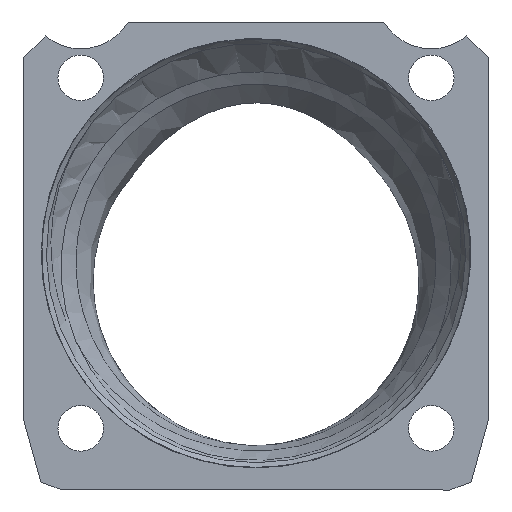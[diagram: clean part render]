
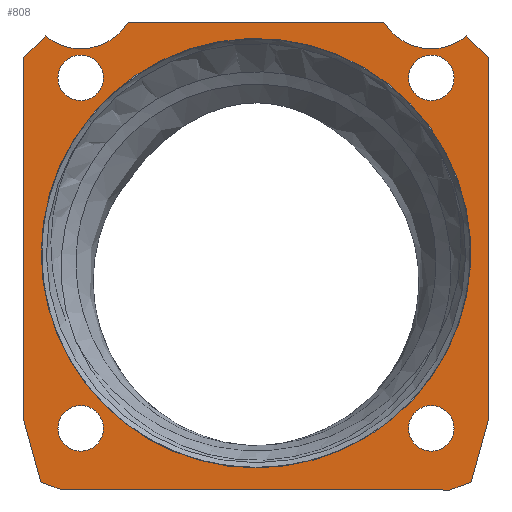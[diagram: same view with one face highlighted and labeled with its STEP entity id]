
A CAD part, front view. The second image highlights one B-rep face of the part: STEP entity #808.
In plain terms, the highlighted planar face has unit normal (0, -1, 0).
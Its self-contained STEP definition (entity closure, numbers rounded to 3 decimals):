
#29=FACE_BOUND('',#205,.T.);
#30=FACE_BOUND('',#206,.T.);
#31=FACE_BOUND('',#207,.T.);
#32=FACE_BOUND('',#208,.T.);
#33=FACE_BOUND('',#209,.T.);
#49=CIRCLE('',#842,3.156);
#50=CIRCLE('',#845,3.156);
#65=CIRCLE('',#869,12.25);
#66=CIRCLE('',#870,12.25);
#67=CIRCLE('',#871,12.25);
#68=CIRCLE('',#874,1.3);
#69=CIRCLE('',#876,1.3);
#70=CIRCLE('',#878,1.3);
#71=CIRCLE('',#880,1.3);
#152=FACE_OUTER_BOUND('',#204,.T.);
#204=EDGE_LOOP('',(#722,#723,#724,#725,#726,#727,#728,#729,#730,#731,#732,
#733));
#205=EDGE_LOOP('',(#734,#735,#736));
#206=EDGE_LOOP('',(#737));
#207=EDGE_LOOP('',(#738));
#208=EDGE_LOOP('',(#739));
#209=EDGE_LOOP('',(#740));
#239=LINE('',#1165,#295);
#242=LINE('',#1170,#298);
#245=LINE('',#1178,#301);
#248=LINE('',#1186,#304);
#255=LINE('',#1988,#311);
#257=LINE('',#1992,#313);
#259=LINE('',#1996,#315);
#261=LINE('',#2000,#317);
#263=LINE('',#2004,#319);
#265=LINE('',#2007,#321);
#295=VECTOR('',#953,10.);
#298=VECTOR('',#958,10.);
#301=VECTOR('',#967,10.);
#304=VECTOR('',#976,10.);
#311=VECTOR('',#1053,10.);
#313=VECTOR('',#1057,10.);
#315=VECTOR('',#1061,10.);
#317=VECTOR('',#1065,10.);
#319=VECTOR('',#1069,10.);
#321=VECTOR('',#1073,10.);
#346=VERTEX_POINT('',#1162);
#347=VERTEX_POINT('',#1164);
#348=VERTEX_POINT('',#1168);
#349=VERTEX_POINT('',#1172);
#350=VERTEX_POINT('',#1176);
#351=VERTEX_POINT('',#1180);
#352=VERTEX_POINT('',#1184);
#384=VERTEX_POINT('',#1893);
#385=VERTEX_POINT('',#1894);
#386=VERTEX_POINT('',#1896);
#387=VERTEX_POINT('',#1971);
#388=VERTEX_POINT('',#1975);
#389=VERTEX_POINT('',#1979);
#390=VERTEX_POINT('',#1983);
#391=VERTEX_POINT('',#1987);
#392=VERTEX_POINT('',#1991);
#393=VERTEX_POINT('',#1995);
#394=VERTEX_POINT('',#1999);
#395=VERTEX_POINT('',#2003);
#433=EDGE_CURVE('',#347,#346,#239,.T.);
#436=EDGE_CURVE('',#346,#348,#242,.T.);
#438=EDGE_CURVE('',#348,#349,#49,.T.);
#440=EDGE_CURVE('',#349,#350,#245,.T.);
#442=EDGE_CURVE('',#350,#351,#50,.T.);
#444=EDGE_CURVE('',#351,#352,#248,.T.);
#488=EDGE_CURVE('',#384,#385,#65,.T.);
#489=EDGE_CURVE('',#386,#384,#66,.T.);
#490=EDGE_CURVE('',#385,#386,#67,.T.);
#492=EDGE_CURVE('',#387,#387,#68,.F.);
#494=EDGE_CURVE('',#388,#388,#69,.F.);
#496=EDGE_CURVE('',#389,#389,#70,.F.);
#498=EDGE_CURVE('',#390,#390,#71,.F.);
#500=EDGE_CURVE('',#391,#347,#255,.T.);
#502=EDGE_CURVE('',#392,#391,#257,.T.);
#504=EDGE_CURVE('',#393,#392,#259,.T.);
#506=EDGE_CURVE('',#394,#393,#261,.T.);
#508=EDGE_CURVE('',#395,#394,#263,.T.);
#510=EDGE_CURVE('',#352,#395,#265,.T.);
#722=ORIENTED_EDGE('',*,*,#444,.T.);
#723=ORIENTED_EDGE('',*,*,#510,.T.);
#724=ORIENTED_EDGE('',*,*,#508,.T.);
#725=ORIENTED_EDGE('',*,*,#506,.T.);
#726=ORIENTED_EDGE('',*,*,#504,.T.);
#727=ORIENTED_EDGE('',*,*,#502,.T.);
#728=ORIENTED_EDGE('',*,*,#500,.T.);
#729=ORIENTED_EDGE('',*,*,#433,.T.);
#730=ORIENTED_EDGE('',*,*,#436,.T.);
#731=ORIENTED_EDGE('',*,*,#438,.T.);
#732=ORIENTED_EDGE('',*,*,#440,.T.);
#733=ORIENTED_EDGE('',*,*,#442,.T.);
#734=ORIENTED_EDGE('',*,*,#489,.T.);
#735=ORIENTED_EDGE('',*,*,#488,.T.);
#736=ORIENTED_EDGE('',*,*,#490,.T.);
#737=ORIENTED_EDGE('',*,*,#498,.T.);
#738=ORIENTED_EDGE('',*,*,#496,.T.);
#739=ORIENTED_EDGE('',*,*,#494,.T.);
#740=ORIENTED_EDGE('',*,*,#492,.T.);
#763=PLANE('',#887);
#808=ADVANCED_FACE('',(#152,#29,#30,#31,#32,#33),#763,.T.);
#842=AXIS2_PLACEMENT_3D('',#1174,#962,#963);
#845=AXIS2_PLACEMENT_3D('',#1182,#971,#972);
#869=AXIS2_PLACEMENT_3D('',#1895,#1023,#1024);
#870=AXIS2_PLACEMENT_3D('',#1897,#1025,#1026);
#871=AXIS2_PLACEMENT_3D('',#1898,#1027,#1028);
#874=AXIS2_PLACEMENT_3D('',#1972,#1033,#1034);
#876=AXIS2_PLACEMENT_3D('',#1976,#1038,#1039);
#878=AXIS2_PLACEMENT_3D('',#1980,#1043,#1044);
#880=AXIS2_PLACEMENT_3D('',#1984,#1048,#1049);
#887=AXIS2_PLACEMENT_3D('',#2008,#1074,#1075);
#953=DIRECTION('',(0.,0.,1.));
#958=DIRECTION('',(-0.707,0.,0.707));
#962=DIRECTION('center_axis',(0.,1.,0.));
#963=DIRECTION('ref_axis',(1.,0.,0.));
#967=DIRECTION('',(-1.,0.,0.));
#971=DIRECTION('center_axis',(0.,1.,0.));
#972=DIRECTION('ref_axis',(1.,0.,0.));
#976=DIRECTION('',(-0.707,0.,-0.707));
#1023=DIRECTION('center_axis',(0.,1.,0.));
#1024=DIRECTION('ref_axis',(-0.777,0.,0.629));
#1025=DIRECTION('center_axis',(0.,1.,0.));
#1026=DIRECTION('ref_axis',(-0.777,0.,0.629));
#1027=DIRECTION('center_axis',(0.,1.,0.));
#1028=DIRECTION('ref_axis',(0.777,0.,-0.629));
#1033=DIRECTION('center_axis',(0.,-1.,0.));
#1034=DIRECTION('ref_axis',(1.,0.,0.));
#1038=DIRECTION('center_axis',(0.,-1.,0.));
#1039=DIRECTION('ref_axis',(1.,0.,0.));
#1043=DIRECTION('center_axis',(0.,-1.,0.));
#1044=DIRECTION('ref_axis',(-1.,0.,0.));
#1048=DIRECTION('center_axis',(0.,-1.,0.));
#1049=DIRECTION('ref_axis',(1.,0.,0.));
#1053=DIRECTION('',(0.268,0.,0.963));
#1057=DIRECTION('',(0.937,0.,0.35));
#1061=DIRECTION('',(1.,0.,0.));
#1065=DIRECTION('',(0.937,0.,-0.35));
#1069=DIRECTION('',(0.268,0.,-0.963));
#1073=DIRECTION('',(0.,0.,-1.));
#1074=DIRECTION('center_axis',(0.,-1.,0.));
#1075=DIRECTION('ref_axis',(1.,0.,0.));
#1162=CARTESIAN_POINT('',(21.774,-38.407,80.284));
#1164=CARTESIAN_POINT('',(21.774,-38.407,59.559));
#1165=CARTESIAN_POINT('',(21.774,-38.407,64.003));
#1168=CARTESIAN_POINT('',(20.543,-38.407,81.514));
#1170=CARTESIAN_POINT('',(20.877,-38.407,81.181));
#1172=CARTESIAN_POINT('',(15.821,-38.407,82.312));
#1174=CARTESIAN_POINT('Origin',(18.524,-38.407,83.94));
#1176=CARTESIAN_POINT('',(1.228,-38.407,82.312));
#1178=CARTESIAN_POINT('',(3.399,-38.407,82.312));
#1180=CARTESIAN_POINT('',(-3.495,-38.407,81.514));
#1182=CARTESIAN_POINT('Origin',(-1.476,-38.407,83.94));
#1184=CARTESIAN_POINT('',(-4.725,-38.407,80.284));
#1186=CARTESIAN_POINT('',(-3.828,-38.407,81.181));
#1893=CARTESIAN_POINT('',(-3.726,-38.407,69.128));
#1894=CARTESIAN_POINT('',(20.507,-38.407,71.672));
#1895=CARTESIAN_POINT('Origin',(8.524,-38.407,69.128));
#1896=CARTESIAN_POINT('',(8.524,-38.407,56.878));
#1897=CARTESIAN_POINT('Origin',(8.524,-38.407,69.128));
#1898=CARTESIAN_POINT('Origin',(8.524,-38.407,69.128));
#1971=CARTESIAN_POINT('',(-2.776,-38.407,79.128));
#1972=CARTESIAN_POINT('Origin',(-1.476,-38.407,79.128));
#1975=CARTESIAN_POINT('',(-2.776,-38.407,59.128));
#1976=CARTESIAN_POINT('Origin',(-1.476,-38.407,59.128));
#1979=CARTESIAN_POINT('',(19.824,-38.407,59.128));
#1980=CARTESIAN_POINT('Origin',(18.524,-38.407,59.128));
#1983=CARTESIAN_POINT('',(17.224,-38.407,79.128));
#1984=CARTESIAN_POINT('Origin',(18.524,-38.407,79.128));
#1987=CARTESIAN_POINT('',(20.805,-38.407,56.072));
#1988=CARTESIAN_POINT('',(22.675,-38.407,62.802));
#1991=CARTESIAN_POINT('',(19.583,-38.407,55.615));
#1992=CARTESIAN_POINT('',(18.399,-38.407,55.172));
#1995=CARTESIAN_POINT('',(-2.535,-38.407,55.615));
#1996=CARTESIAN_POINT('',(8.542,-38.407,55.615));
#1999=CARTESIAN_POINT('',(-3.756,-38.407,56.072));
#2000=CARTESIAN_POINT('',(-1.35,-38.407,55.172));
#2003=CARTESIAN_POINT('',(-4.725,-38.407,59.559));
#2004=CARTESIAN_POINT('',(-5.627,-38.407,62.802));
#2007=CARTESIAN_POINT('',(-4.725,-38.407,64.003));
#2008=CARTESIAN_POINT('Origin',(8.524,-38.407,69.128));
